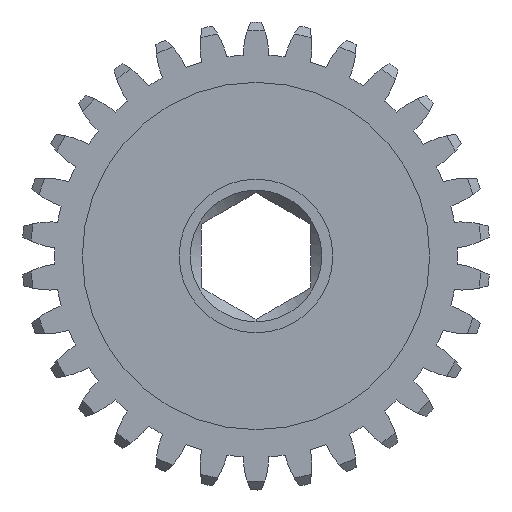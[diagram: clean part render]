
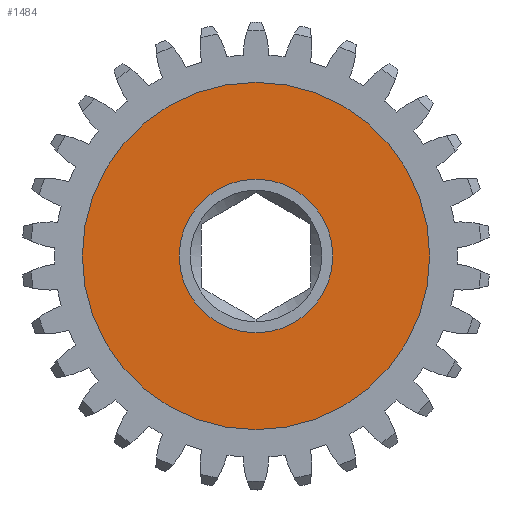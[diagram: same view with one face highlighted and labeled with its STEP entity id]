
A CAD part, left-side view. The second image highlights one B-rep face of the part: STEP entity #1484.
In plain terms, the highlighted planar face has unit normal (-1, 0, 0).
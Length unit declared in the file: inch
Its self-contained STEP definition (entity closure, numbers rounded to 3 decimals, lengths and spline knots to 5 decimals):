
#281 = FACE_OUTER_BOUND ( 'NONE', #7160, .T. ) ;
#288 = DIRECTION ( 'NONE',  ( 1., 0., 0. ) ) ;
#330 = CARTESIAN_POINT ( 'NONE',  ( 0.1375, 0., 0. ) ) ;
#516 = ORIENTED_EDGE ( 'NONE', *, *, #3699, .F. ) ;
#563 = CARTESIAN_POINT ( 'NONE',  ( 0.1375, 0., 0.2625 ) ) ;
#634 = DIRECTION ( 'NONE',  ( 0., 0., -1. ) ) ;
#874 = DIRECTION ( 'NONE',  ( 0., 0., -1. ) ) ;
#940 = VERTEX_POINT ( 'NONE', #2824 ) ;
#977 = CIRCLE ( 'NONE', #2624, 0.2625 ) ;
#1055 = CIRCLE ( 'NONE', #2008, 0.59375 ) ;
#1065 = EDGE_CURVE ( 'NONE', #940, #2623, #1055, .T. ) ;
#1415 = CARTESIAN_POINT ( 'NONE',  ( 0.1375, 0., 0. ) ) ;
#1484 = ADVANCED_FACE ( 'NONE', ( #281, #7157 ), #7086, .F. ) ;
#1796 = CARTESIAN_POINT ( 'NONE',  ( 0.1375, 0., 0. ) ) ;
#1838 = DIRECTION ( 'NONE',  ( 1., 0., 0. ) ) ;
#1922 = EDGE_CURVE ( 'NONE', #3571, #2131, #7267, .T. ) ;
#2008 = AXIS2_PLACEMENT_3D ( 'NONE', #330, #1838, #4171 ) ;
#2122 = AXIS2_PLACEMENT_3D ( 'NONE', #1415, #5948, #874 ) ;
#2131 = VERTEX_POINT ( 'NONE', #7140 ) ;
#2509 = EDGE_CURVE ( 'NONE', #2131, #3571, #977, .T. ) ;
#2623 = VERTEX_POINT ( 'NONE', #4198 ) ;
#2624 = AXIS2_PLACEMENT_3D ( 'NONE', #1796, #2817, #634 ) ;
#2663 = DIRECTION ( 'NONE',  ( 1., 0., 0. ) ) ;
#2817 = DIRECTION ( 'NONE',  ( 1., 0., 0. ) ) ;
#2824 = CARTESIAN_POINT ( 'NONE',  ( 0.1375, 0., 0.59375 ) ) ;
#3091 = AXIS2_PLACEMENT_3D ( 'NONE', #7341, #2663, #5622 ) ;
#3516 = ORIENTED_EDGE ( 'NONE', *, *, #1065, .F. ) ;
#3571 = VERTEX_POINT ( 'NONE', #563 ) ;
#3699 = EDGE_CURVE ( 'NONE', #2623, #940, #6032, .T. ) ;
#4171 = DIRECTION ( 'NONE',  ( 0., 0., -1. ) ) ;
#4198 = CARTESIAN_POINT ( 'NONE',  ( 0.1375, 0., -0.59375 ) ) ;
#4735 = ORIENTED_EDGE ( 'NONE', *, *, #1922, .T. ) ;
#4831 = DIRECTION ( 'NONE',  ( 0., 0., -1. ) ) ;
#4866 = CARTESIAN_POINT ( 'NONE',  ( 0.1375, 0., 0. ) ) ;
#5156 = EDGE_LOOP ( 'NONE', ( #5721, #4735 ) ) ;
#5622 = DIRECTION ( 'NONE',  ( 0., 0., -1. ) ) ;
#5721 = ORIENTED_EDGE ( 'NONE', *, *, #2509, .T. ) ;
#5948 = DIRECTION ( 'NONE',  ( 1., 0., 0. ) ) ;
#6032 = CIRCLE ( 'NONE', #6288, 0.59375 ) ;
#6288 = AXIS2_PLACEMENT_3D ( 'NONE', #4866, #288, #4831 ) ;
#7086 = PLANE ( 'NONE',  #2122 ) ;
#7140 = CARTESIAN_POINT ( 'NONE',  ( 0.1375, 0., -0.2625 ) ) ;
#7157 = FACE_BOUND ( 'NONE', #5156, .T. ) ;
#7160 = EDGE_LOOP ( 'NONE', ( #3516, #516 ) ) ;
#7267 = CIRCLE ( 'NONE', #3091, 0.2625 ) ;
#7341 = CARTESIAN_POINT ( 'NONE',  ( 0.1375, 0., 0. ) ) ;
